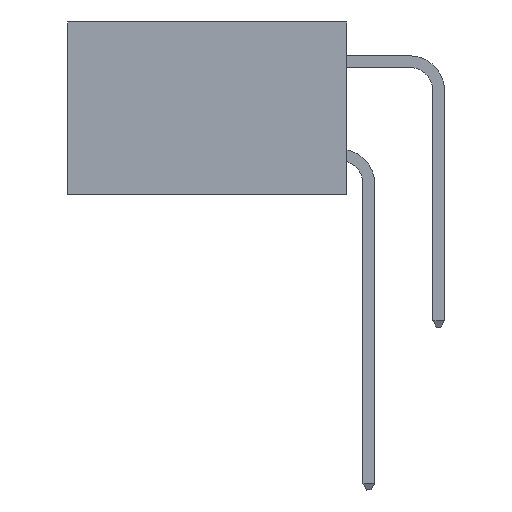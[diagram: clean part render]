
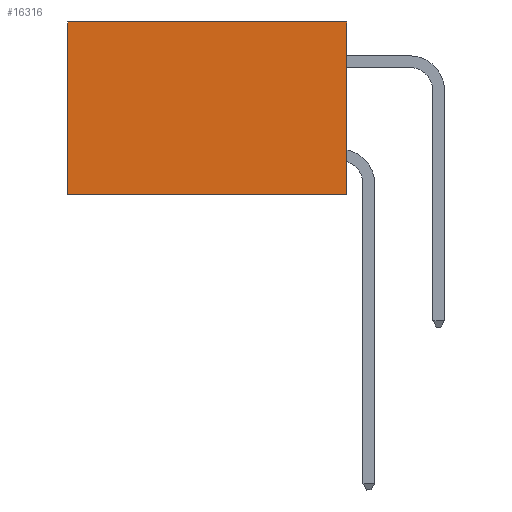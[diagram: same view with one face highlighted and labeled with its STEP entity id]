
A CAD part, left-side view. The second image highlights one B-rep face of the part: STEP entity #16316.
In plain terms, the highlighted planar face has unit normal (-1, 0, 0).
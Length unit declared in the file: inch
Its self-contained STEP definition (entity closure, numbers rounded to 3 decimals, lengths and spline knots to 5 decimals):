
#2693 = AXIS2_PLACEMENT_3D ( 'NONE', #28094, #14618, #16900 ) ;
#3132 = CARTESIAN_POINT ( 'NONE',  ( 0.2875, 0.6, 0. ) ) ;
#3350 = LINE ( 'NONE', #22585, #24117 ) ;
#4451 = ORIENTED_EDGE ( 'NONE', *, *, #22030, .F. ) ;
#4569 = CARTESIAN_POINT ( 'NONE',  ( 0.2875, 0., 0. ) ) ;
#5116 = EDGE_CURVE ( 'NONE', #20686, #19968, #27644, .T. ) ;
#5393 = VECTOR ( 'NONE', #27063, 39.37008 ) ;
#7541 = FACE_OUTER_BOUND ( 'NONE', #13264, .T. ) ;
#7807 = LINE ( 'NONE', #25089, #9557 ) ;
#9557 = VECTOR ( 'NONE', #20612, 39.37008 ) ;
#12138 = ORIENTED_EDGE ( 'NONE', *, *, #23835, .T. ) ;
#13009 = CARTESIAN_POINT ( 'NONE',  ( 0.2875, 0., 0. ) ) ;
#13264 = EDGE_LOOP ( 'NONE', ( #28951, #4451, #18627, #12138 ) ) ;
#14618 = DIRECTION ( 'NONE',  ( 1., 0., 0. ) ) ;
#16316 = ADVANCED_FACE ( 'NONE', ( #7541 ), #23464, .F. ) ;
#16324 = VERTEX_POINT ( 'NONE', #28770 ) ;
#16900 = DIRECTION ( 'NONE',  ( 0., 0., -1. ) ) ;
#17112 = CARTESIAN_POINT ( 'NONE',  ( 0.2875, 0., -0.37 ) ) ;
#18530 = VECTOR ( 'NONE', #25192, 39.37008 ) ;
#18627 = ORIENTED_EDGE ( 'NONE', *, *, #5116, .F. ) ;
#19968 = VERTEX_POINT ( 'NONE', #17112 ) ;
#20612 = DIRECTION ( 'NONE',  ( 0., 0., -1. ) ) ;
#20686 = VERTEX_POINT ( 'NONE', #13009 ) ;
#22030 = EDGE_CURVE ( 'NONE', #19968, #16324, #3350, .T. ) ;
#22585 = CARTESIAN_POINT ( 'NONE',  ( 0.2875, 0., -0.37 ) ) ;
#23464 = PLANE ( 'NONE',  #2693 ) ;
#23835 = EDGE_CURVE ( 'NONE', #20686, #27545, #27925, .T. ) ;
#24117 = VECTOR ( 'NONE', #29083, 39.37008 ) ;
#25089 = CARTESIAN_POINT ( 'NONE',  ( 0.2875, 0.6, 0. ) ) ;
#25192 = DIRECTION ( 'NONE',  ( 0., 0., -1. ) ) ;
#27063 = DIRECTION ( 'NONE',  ( 0., 1., 0. ) ) ;
#27496 = EDGE_CURVE ( 'NONE', #27545, #16324, #7807, .T. ) ;
#27545 = VERTEX_POINT ( 'NONE', #3132 ) ;
#27644 = LINE ( 'NONE', #28933, #18530 ) ;
#27925 = LINE ( 'NONE', #4569, #5393 ) ;
#28094 = CARTESIAN_POINT ( 'NONE',  ( 0.2875, 0., 0. ) ) ;
#28770 = CARTESIAN_POINT ( 'NONE',  ( 0.2875, 0.6, -0.37 ) ) ;
#28933 = CARTESIAN_POINT ( 'NONE',  ( 0.2875, 0., 0. ) ) ;
#28951 = ORIENTED_EDGE ( 'NONE', *, *, #27496, .T. ) ;
#29083 = DIRECTION ( 'NONE',  ( 0., 1., 0. ) ) ;
